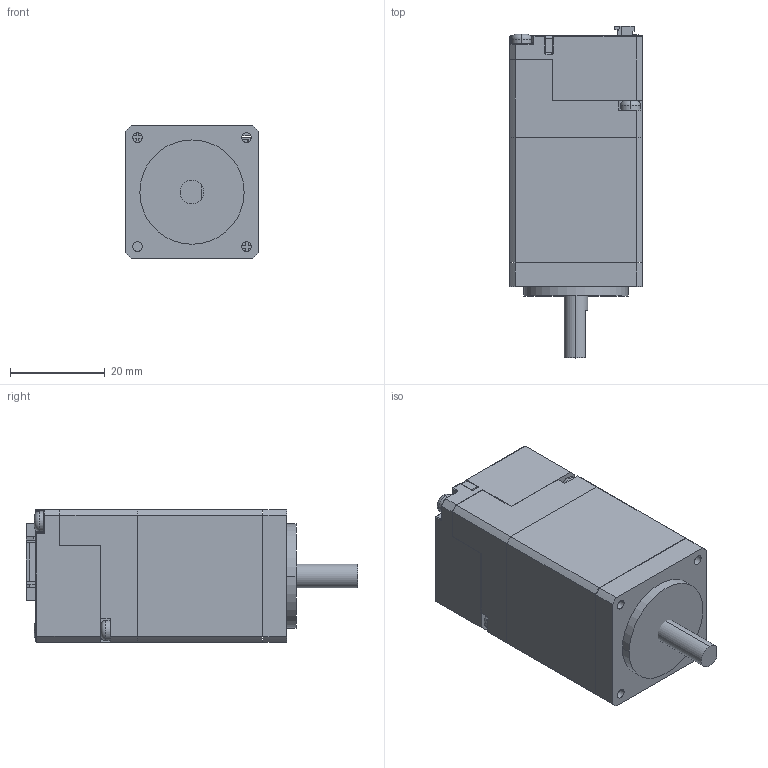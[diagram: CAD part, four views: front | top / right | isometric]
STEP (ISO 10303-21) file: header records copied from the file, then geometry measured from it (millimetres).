
FILE_DESCRIPTION (( 'STEP AP203' ), '1' );
FILE_NAME ('TSM11x-2RM_3D.STEP', '2015-05-27T01:11:25', ( 'Leo_liu' ), ( '' ), 'SwSTEP 2.0', 'SolidWorks 2014', '' );
FILE_SCHEMA (( 'CONFIG_CONTROL_DESIGN' ));
Length unit declared in the file: millimetre
Products named in the file (1): TSM11x-2RM_3D
Bounding box: 28 x 70.02 x 28.03 mm (x, y, z)
Surface area: 11173.8 mm2 (no closed solid volume)
Topology: 0 solids, 12 shells, 288 faces, 1004 edges, 715 vertices
Faces by surface type: plane 185, cylinder 75, torus 14, bspline 10, sphere 4
Entity records: 11533 total; most frequent: CARTESIAN_POINT 3048, DIRECTION 1675, ORIENTED_EDGE 1639, EDGE_CURVE 998, VERTEX_POINT 715, VECTOR 681, LINE 681, AXIS2_PLACEMENT_3D 497
